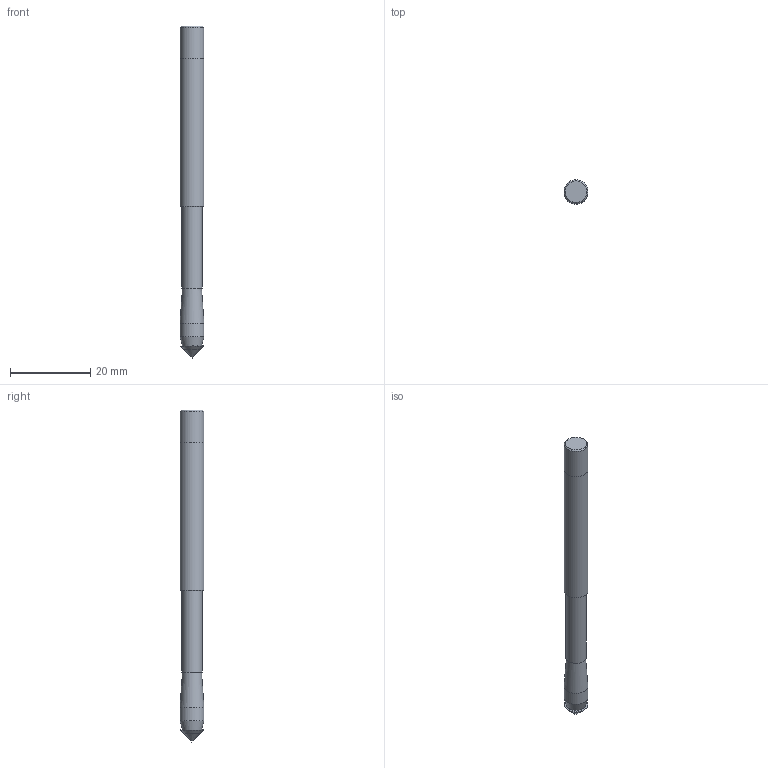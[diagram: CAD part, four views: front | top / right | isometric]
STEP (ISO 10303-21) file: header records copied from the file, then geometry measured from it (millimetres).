
FILE_DESCRIPTION ((), '3-D model version:1');
FILE_NAME ('ES03KM6', '2012-03-16T10:18:24', ('InteractiveCad'), ('AB Sandvik Coromant'), 'HarmonyWare STEP v1.4.9', 'T3D tool generator', '');
FILE_SCHEMA (('CONFIG_CONTROL_DESIGN'));
Length unit declared in the file: millimetre
Products named in the file (2): product-name
Bounding box: 6 x 6 x 83 mm (x, y, z)
Volume: 2076.1 mm3; surface area: 1943.2 mm2
Topology: 2 solids, 2 shells, 18 faces, 34 edges, 18 vertices
Faces by surface type: bspline 18
Entity records: 836 total; most frequent: CARTESIAN_POINT 471, ORIENTED_EDGE 66, EDGE_CURVE 33, EDGE_LOOP 19, VERTEX_POINT 18, FACE_OUTER_BOUND 18, ADVANCED_FACE 18, PERSON 16
